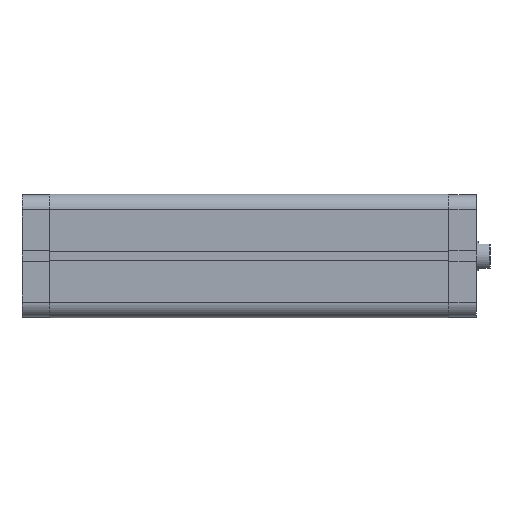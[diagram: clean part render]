
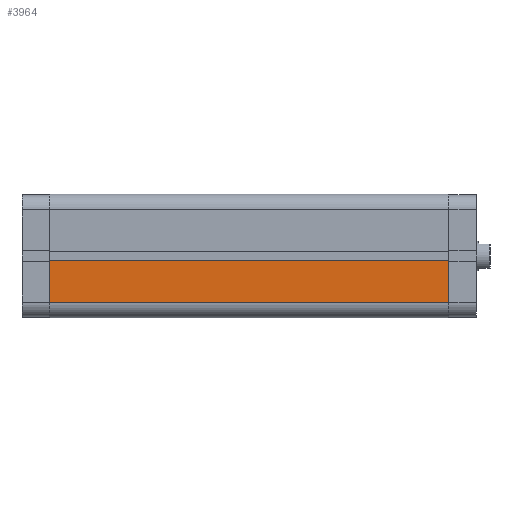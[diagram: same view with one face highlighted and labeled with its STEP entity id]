
A CAD part, front view. The second image highlights one B-rep face of the part: STEP entity #3964.
In plain terms, the highlighted planar face has unit normal (0, -1, 0).
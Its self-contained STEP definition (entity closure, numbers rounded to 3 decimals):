
#622 = FACE_OUTER_BOUND ( 'NONE', #3541, .T. ) ;
#1547 = CARTESIAN_POINT ( 'NONE',  ( 0., -33.5, 216.5 ) ) ;
#1548 = PLANE ( 'NONE',  #3165 ) ;
#1550 = DIRECTION ( 'NONE',  ( 0., 1., 0. ) ) ;
#1551 = DIRECTION ( 'NONE',  ( 0., 0., 1. ) ) ;
#2200 = VERTEX_POINT ( 'NONE', #5327 ) ;
#2201 = VERTEX_POINT ( 'NONE', #5328 ) ;
#2202 = VERTEX_POINT ( 'NONE', #5329 ) ;
#2203 = VERTEX_POINT ( 'NONE', #5330 ) ;
#2563 = EDGE_CURVE ( 'NONE', #2203, #2201, #4814, .T. ) ;
#2564 = EDGE_CURVE ( 'NONE', #2200, #2201, #4801, .T. ) ;
#2567 = EDGE_CURVE ( 'NONE', #2202, #2203, #4820, .T. ) ;
#2568 = EDGE_CURVE ( 'NONE', #2202, #2200, #4822, .T. ) ;
#3165 = AXIS2_PLACEMENT_3D ( 'NONE', #1547, #1550, #1551 ) ;
#3541 = EDGE_LOOP ( 'NONE', ( #4257, #4258, #4259, #4260 ) ) ;
#3964 = ADVANCED_FACE ( 'NONE', ( #622 ), #1548, .F. ) ;
#4257 = ORIENTED_EDGE ( 'NONE', *, *, #2563, .T. ) ;
#4258 = ORIENTED_EDGE ( 'NONE', *, *, #2564, .F. ) ;
#4259 = ORIENTED_EDGE ( 'NONE', *, *, #2568, .F. ) ;
#4260 = ORIENTED_EDGE ( 'NONE', *, *, #2567, .T. ) ;
#4801 = LINE ( 'NONE', #5657, #4816 ) ;
#4811 = VECTOR ( 'NONE', #5671, 1000. ) ;
#4814 = LINE ( 'NONE', #5662, #4815 ) ;
#4815 = VECTOR ( 'NONE', #5663, 1000. ) ;
#4816 = VECTOR ( 'NONE', #5665, 1000. ) ;
#4820 = LINE ( 'NONE', #5661, #4811 ) ;
#4822 = LINE ( 'NONE', #5672, #4823 ) ;
#4823 = VECTOR ( 'NONE', #5673, 1000. ) ;
#5327 = CARTESIAN_POINT ( 'NONE',  ( -2.6, -33.5, 216.5 ) ) ;
#5328 = CARTESIAN_POINT ( 'NONE',  ( -2.6, -33.5, 0. ) ) ;
#5329 = CARTESIAN_POINT ( 'NONE',  ( -25., -33.5, 216.5 ) ) ;
#5330 = CARTESIAN_POINT ( 'NONE',  ( -25., -33.5, 0. ) ) ;
#5657 = CARTESIAN_POINT ( 'NONE',  ( -2.6, -33.5, 216.5 ) ) ;
#5661 = CARTESIAN_POINT ( 'NONE',  ( -25., -33.5, 216.5 ) ) ;
#5662 = CARTESIAN_POINT ( 'NONE',  ( 0., -33.5, 0. ) ) ;
#5663 = DIRECTION ( 'NONE',  ( 1., 0., 0. ) ) ;
#5665 = DIRECTION ( 'NONE',  ( 0., 0., -1. ) ) ;
#5671 = DIRECTION ( 'NONE',  ( 0., 0., -1. ) ) ;
#5672 = CARTESIAN_POINT ( 'NONE',  ( 0., -33.5, 216.5 ) ) ;
#5673 = DIRECTION ( 'NONE',  ( 1., 0., 0. ) ) ;
